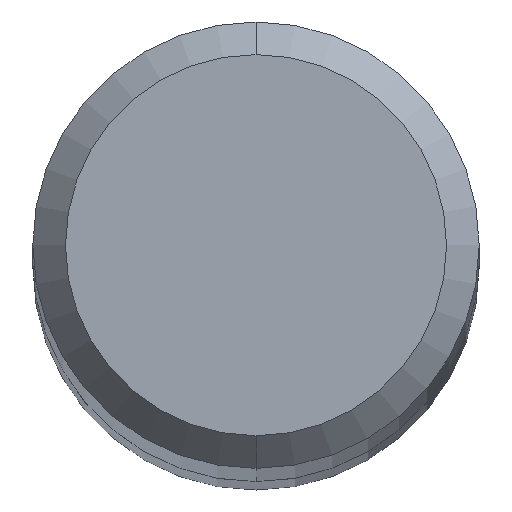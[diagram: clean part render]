
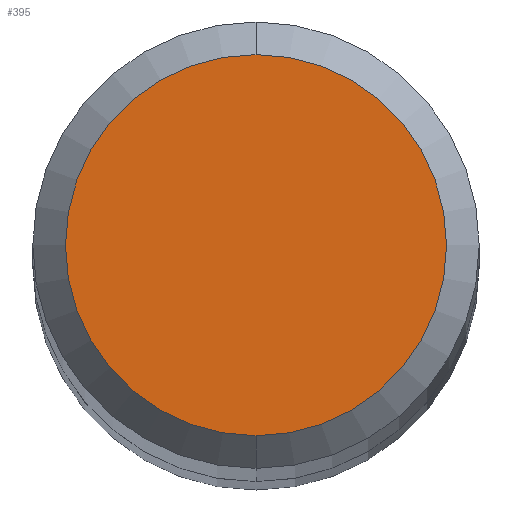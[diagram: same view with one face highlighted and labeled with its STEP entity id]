
A CAD part, top view. The second image highlights one B-rep face of the part: STEP entity #395.
In plain terms, the highlighted planar face has unit normal (0, 0, 1).
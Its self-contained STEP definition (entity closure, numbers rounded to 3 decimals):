
#169=EDGE_CURVE('',#379,#361,#444,.T.);
#341=EDGE_CURVE('',#361,#379,#635,.T.);
#361=VERTEX_POINT('',#656);
#379=VERTEX_POINT('',#674);
#395=ADVANCED_FACE('',(#692),#693,.T.);
#444=CIRCLE('',#755,1.75);
#635=CIRCLE('',#1140,1.75);
#656=CARTESIAN_POINT('',(0.0,1.75,0.0));
#674=CARTESIAN_POINT('',(0.,-1.75,0.0));
#692=FACE_OUTER_BOUND('',#1244,.T.);
#693=PLANE('',#1245);
#755=AXIS2_PLACEMENT_3D('',#1317,#1318,#1319);
#1140=AXIS2_PLACEMENT_3D('',#1545,#1546,#1547);
#1244=EDGE_LOOP('',(#1585,#1586));
#1245=AXIS2_PLACEMENT_3D('',#1587,#1588,#1589);
#1317=CARTESIAN_POINT('',(0.0,0.0,0.0));
#1318=DIRECTION('',(0.0,0.0,-1.0));
#1319=DIRECTION('',(0.0,1.0,0.0));
#1545=CARTESIAN_POINT('',(0.0,0.0,0.0));
#1546=DIRECTION('',(0.0,0.0,-1.0));
#1547=DIRECTION('',(0.0,1.0,0.0));
#1585=ORIENTED_EDGE('',*,*,#341,.F.);
#1586=ORIENTED_EDGE('',*,*,#169,.F.);
#1587=CARTESIAN_POINT('',(0.0,0.875,0.0));
#1588=DIRECTION('',(-0.0,0.0,1.0));
#1589=DIRECTION('',(0.0,-1.0,0.0));
